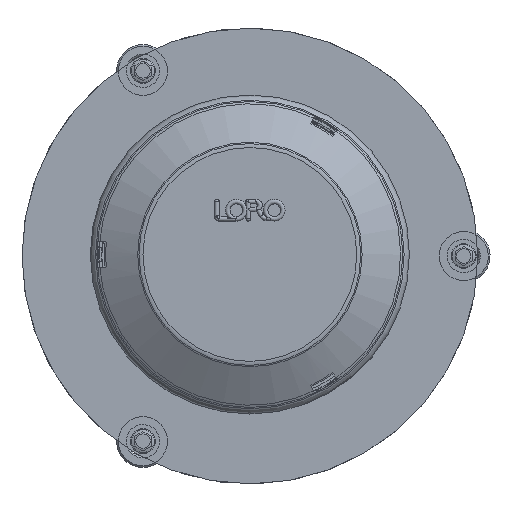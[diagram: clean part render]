
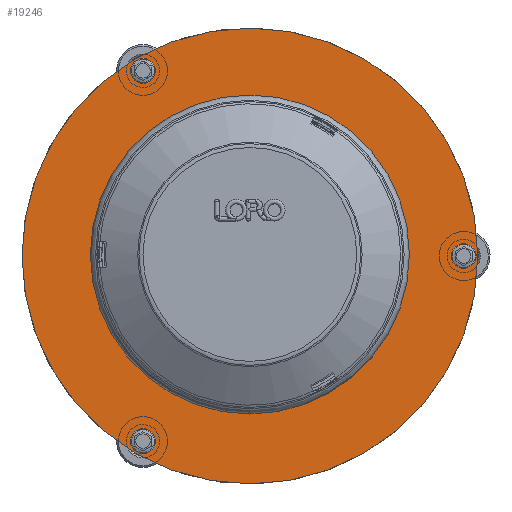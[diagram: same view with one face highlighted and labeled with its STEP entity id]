
A CAD part, top view. The second image highlights one B-rep face of the part: STEP entity #19246.
In plain terms, the highlighted planar face has unit normal (0, 0, 1).
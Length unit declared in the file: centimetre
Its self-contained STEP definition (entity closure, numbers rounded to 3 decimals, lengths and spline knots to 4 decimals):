
#179=FACE_BOUND('',#2475,.T.);
#180=FACE_BOUND('',#2476,.T.);
#181=FACE_BOUND('',#2477,.T.);
#182=FACE_BOUND('',#2478,.T.);
#569=PLANE('',#20373);
#1502=FACE_OUTER_BOUND('',#2474,.T.);
#2474=EDGE_LOOP('',(#13970));
#2475=EDGE_LOOP('',(#13971));
#2476=EDGE_LOOP('',(#13972));
#2477=EDGE_LOOP('',(#13973));
#2478=EDGE_LOOP('',(#13974));
#7380=CIRCLE('',#20358,4.);
#7382=CIRCLE('',#20361,4.);
#7384=CIRCLE('',#20364,4.);
#7387=CIRCLE('',#20368,84.5);
#7389=CIRCLE('',#20371,130.);
#8550=VERTEX_POINT('',#28997);
#8552=VERTEX_POINT('',#29003);
#8554=VERTEX_POINT('',#29009);
#8557=VERTEX_POINT('',#29017);
#8559=VERTEX_POINT('',#29023);
#10632=EDGE_CURVE('',#8550,#8550,#7380,.T.);
#10635=EDGE_CURVE('',#8552,#8552,#7382,.T.);
#10638=EDGE_CURVE('',#8554,#8554,#7384,.T.);
#10643=EDGE_CURVE('',#8557,#8557,#7387,.T.);
#10646=EDGE_CURVE('',#8559,#8559,#7389,.T.);
#13970=ORIENTED_EDGE('',*,*,#10646,.T.);
#13971=ORIENTED_EDGE('',*,*,#10643,.F.);
#13972=ORIENTED_EDGE('',*,*,#10632,.T.);
#13973=ORIENTED_EDGE('',*,*,#10635,.T.);
#13974=ORIENTED_EDGE('',*,*,#10638,.T.);
#19246=ADVANCED_FACE('',(#1502,#179,#180,#181,#182),#569,.T.);
#20358=AXIS2_PLACEMENT_3D('',#28998,#22897,#22898);
#20361=AXIS2_PLACEMENT_3D('',#29004,#22904,#22905);
#20364=AXIS2_PLACEMENT_3D('',#29010,#22911,#22912);
#20368=AXIS2_PLACEMENT_3D('',#29019,#22921,#22922);
#20371=AXIS2_PLACEMENT_3D('',#29025,#22928,#22929);
#20373=AXIS2_PLACEMENT_3D('',#29027,#22932,#22933);
#22897=DIRECTION('center_axis',(0.,0.,-1.));
#22898=DIRECTION('ref_axis',(-0.866,-0.5,0.));
#22904=DIRECTION('center_axis',(0.,0.,-1.));
#22905=DIRECTION('ref_axis',(0.5,-0.866,0.));
#22911=DIRECTION('center_axis',(0.,0.,-1.));
#22912=DIRECTION('ref_axis',(-0.5,0.866,0.));
#22921=DIRECTION('center_axis',(0.,0.,1.));
#22922=DIRECTION('ref_axis',(0.866,0.5,0.));
#22928=DIRECTION('center_axis',(0.,0.,1.));
#22929=DIRECTION('ref_axis',(0.866,0.5,0.));
#22932=DIRECTION('center_axis',(0.,0.,1.));
#22933=DIRECTION('ref_axis',(0.5,-0.866,0.));
#28997=CARTESIAN_POINT('',(125.4641,2.,25.5));
#28998=CARTESIAN_POINT('Origin',(122.,0.,25.5));
#29003=CARTESIAN_POINT('',(-63.,-102.191,25.5));
#29004=CARTESIAN_POINT('Origin',(-61.,-105.6551,25.5));
#29009=CARTESIAN_POINT('',(-59.,102.191,25.5));
#29010=CARTESIAN_POINT('Origin',(-61.,105.6551,25.5));
#29017=CARTESIAN_POINT('',(-73.1791,-42.25,25.5));
#29019=CARTESIAN_POINT('Origin',(0.,0.,
25.5));
#29023=CARTESIAN_POINT('',(-112.5833,-65.,25.5));
#29025=CARTESIAN_POINT('Origin',(0.,0.,
25.5));
#29027=CARTESIAN_POINT('Origin',(0.,0.,
25.5));
